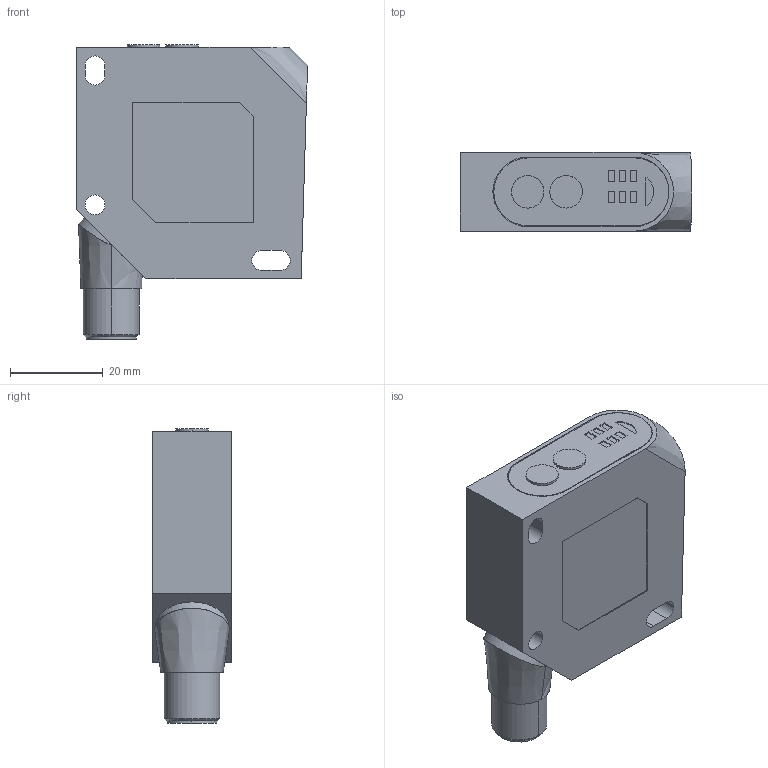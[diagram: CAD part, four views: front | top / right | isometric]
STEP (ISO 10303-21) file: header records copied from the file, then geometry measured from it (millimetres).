
FILE_DESCRIPTION((''),'2;1');
FILE_NAME('FT_50_C_ASM_ASM','2011-01-26T',('mabamberg'),(''),'PRO/ENGINEER BY PARAMETRIC TECHNOLOGY CORPORATION, 2006300','PRO/ENGINEER BY PARAMETRIC TECHNOLOGY CORPORATION, 2006300','');
FILE_SCHEMA(('CONFIG_CONTROL_DESIGN'));
Length unit declared in the file: millimetre
Products named in the file (6): PRT0013; PRT0014; PRT0015; PRT0016; BEDIENFOLIE_ASM_ASM; FT_50_C_ASM_ASM
Assembly tree (5 placements, depth 3):
  FT_50_C_ASM_ASM
    PRT0013
    PRT0014
    PRT0015
    BEDIENFOLIE_ASM_ASM
      PRT0016
Bounding box: 49.88 x 17 x 63.55 mm (x, y, z)
Volume: 37110.1 mm3; surface area: 12532.1 mm2
Topology: 2 solids, 7 shells, 107 faces, 280 edges, 190 vertices
Faces by surface type: plane 68, cylinder 34, bspline 2, cone 2, extrusion 1
Entity records: 4787 total; most frequent: CARTESIAN_POINT 1004, DIRECTION 563, ORIENTED_EDGE 539, PRESENTATION_STYLE_ASSIGNMENT 287, STYLED_ITEM 287, CURVE_STYLE 280, EDGE_CURVE 280, VECTOR 193
